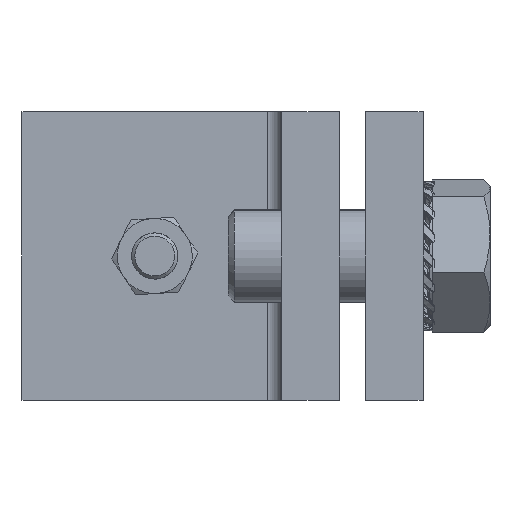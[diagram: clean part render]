
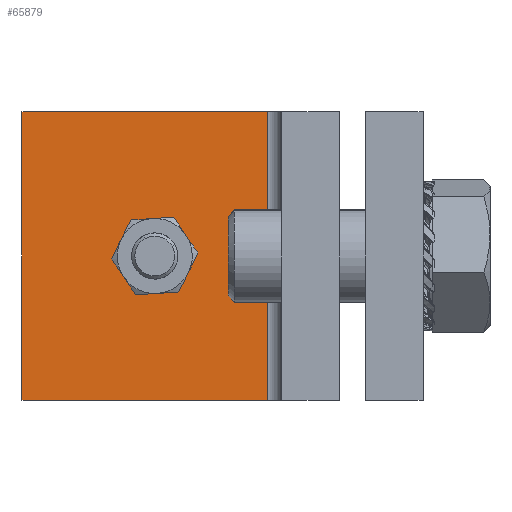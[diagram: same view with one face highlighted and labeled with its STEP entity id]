
A CAD part, left-side view. The second image highlights one B-rep face of the part: STEP entity #65879.
In plain terms, the highlighted planar face has unit normal (-1, 0, 0).
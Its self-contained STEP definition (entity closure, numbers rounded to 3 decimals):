
#4297 = CARTESIAN_POINT ( 'NONE',  ( 61.164, 15.563, 37.823 ) ) ;
#4866 = DIRECTION ( 'NONE',  ( 0., 0., 1. ) ) ;
#6271 = VECTOR ( 'NONE', #68600, 1000. ) ;
#7463 = CARTESIAN_POINT ( 'NONE',  ( 61.164, 34.313, 62.823 ) ) ;
#7814 = CIRCLE ( 'NONE', #24273, 4.25 ) ;
#7949 = DIRECTION ( 'NONE',  ( 1., 0., 0. ) ) ;
#8457 = DIRECTION ( 'NONE',  ( 1., 0., 0. ) ) ;
#11309 = CARTESIAN_POINT ( 'NONE',  ( 61.164, 34.313, 62.823 ) ) ;
#14860 = CIRCLE ( 'NONE', #68241, 4.25 ) ;
#15159 = CARTESIAN_POINT ( 'NONE',  ( 61.164, -8.187, 62.823 ) ) ;
#17266 = EDGE_LOOP ( 'NONE', ( #48136, #31221, #32138, #30530 ) ) ;
#19518 = EDGE_LOOP ( 'NONE', ( #45963, #32533 ) ) ;
#20033 = LINE ( 'NONE', #21594, #6271 ) ;
#21580 = VERTEX_POINT ( 'NONE', #48922 ) ;
#21594 = CARTESIAN_POINT ( 'NONE',  ( 61.164, 34.313, 12.823 ) ) ;
#22742 = CARTESIAN_POINT ( 'NONE',  ( 61.164, -8.187, 62.823 ) ) ;
#22941 = FACE_BOUND ( 'NONE', #19518, .T. ) ;
#24273 = AXIS2_PLACEMENT_3D ( 'NONE', #43092, #7949, #48965 ) ;
#25149 = DIRECTION ( 'NONE',  ( 1., 0., 0. ) ) ;
#25238 = CARTESIAN_POINT ( 'NONE',  ( 61.164, 34.313, 62.823 ) ) ;
#25984 = VERTEX_POINT ( 'NONE', #70368 ) ;
#28068 = VECTOR ( 'NONE', #4866, 1000. ) ;
#28663 = DIRECTION ( 'NONE',  ( 0., 0., 1. ) ) ;
#30390 = LINE ( 'NONE', #22742, #42366 ) ;
#30530 = ORIENTED_EDGE ( 'NONE', *, *, #34851, .F. ) ;
#31221 = ORIENTED_EDGE ( 'NONE', *, *, #64655, .T. ) ;
#31482 = EDGE_CURVE ( 'NONE', #21580, #25984, #20033, .T. ) ;
#32138 = ORIENTED_EDGE ( 'NONE', *, *, #38281, .F. ) ;
#32533 = ORIENTED_EDGE ( 'NONE', *, *, #50770, .T. ) ;
#33422 = VECTOR ( 'NONE', #66309, 1000. ) ;
#34851 = EDGE_CURVE ( 'NONE', #21580, #64205, #59288, .T. ) ;
#38009 = AXIS2_PLACEMENT_3D ( 'NONE', #7463, #25149, #66227 ) ;
#38281 = EDGE_CURVE ( 'NONE', #64205, #44411, #50863, .T. ) ;
#40830 = EDGE_CURVE ( 'NONE', #64163, #49434, #14860, .T. ) ;
#42366 = VECTOR ( 'NONE', #28663, 1000. ) ;
#43092 = CARTESIAN_POINT ( 'NONE',  ( 61.164, 11.313, 37.823 ) ) ;
#43590 = CARTESIAN_POINT ( 'NONE',  ( 61.164, 11.313, 37.823 ) ) ;
#44411 = VERTEX_POINT ( 'NONE', #15159 ) ;
#45963 = ORIENTED_EDGE ( 'NONE', *, *, #40830, .T. ) ;
#48136 = ORIENTED_EDGE ( 'NONE', *, *, #31482, .T. ) ;
#48922 = CARTESIAN_POINT ( 'NONE',  ( 61.164, 34.313, 12.823 ) ) ;
#48965 = DIRECTION ( 'NONE',  ( 0., -1., 0. ) ) ;
#49434 = VERTEX_POINT ( 'NONE', #4297 ) ;
#49477 = DIRECTION ( 'NONE',  ( 0., -1., 0. ) ) ;
#50770 = EDGE_CURVE ( 'NONE', #49434, #64163, #7814, .T. ) ;
#50863 = LINE ( 'NONE', #25238, #33422 ) ;
#52073 = CARTESIAN_POINT ( 'NONE',  ( 61.164, 7.063, 37.823 ) ) ;
#59288 = LINE ( 'NONE', #75213, #28068 ) ;
#64163 = VERTEX_POINT ( 'NONE', #52073 ) ;
#64205 = VERTEX_POINT ( 'NONE', #11309 ) ;
#64655 = EDGE_CURVE ( 'NONE', #25984, #44411, #30390, .T. ) ;
#65716 = PLANE ( 'NONE',  #38009 ) ;
#65879 = ADVANCED_FACE ( 'NONE', ( #22941, #67965 ), #65716, .F. ) ;
#66227 = DIRECTION ( 'NONE',  ( 0., -1., 0. ) ) ;
#66309 = DIRECTION ( 'NONE',  ( 0., -1., 0. ) ) ;
#67965 = FACE_OUTER_BOUND ( 'NONE', #17266, .T. ) ;
#68241 = AXIS2_PLACEMENT_3D ( 'NONE', #43590, #8457, #49477 ) ;
#68600 = DIRECTION ( 'NONE',  ( 0., -1., 0. ) ) ;
#70368 = CARTESIAN_POINT ( 'NONE',  ( 61.164, -8.187, 12.823 ) ) ;
#75213 = CARTESIAN_POINT ( 'NONE',  ( 61.164, 34.313, 62.823 ) ) ;
